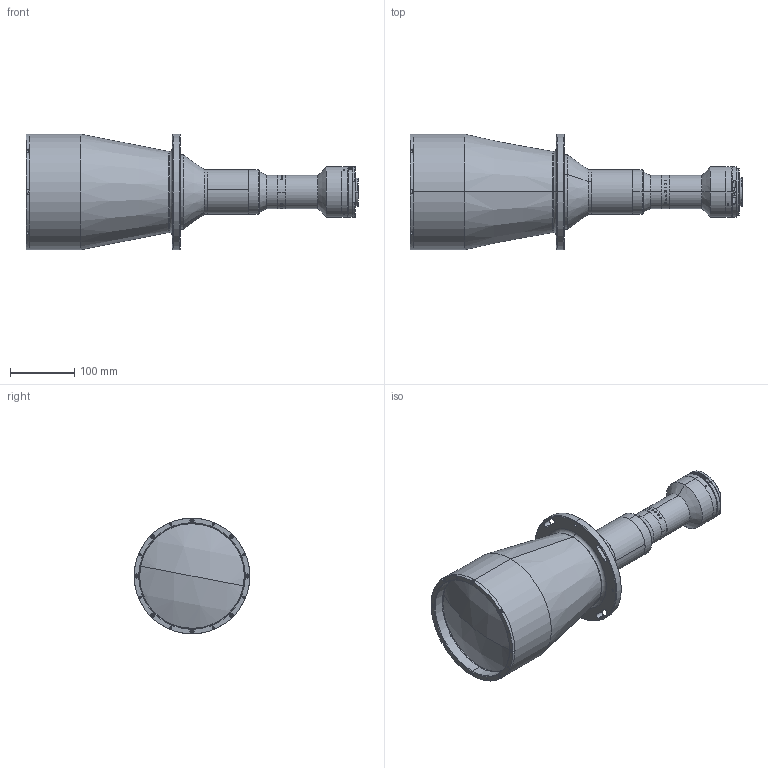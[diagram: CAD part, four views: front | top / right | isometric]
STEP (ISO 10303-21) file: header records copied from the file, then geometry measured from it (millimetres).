
FILE_DESCRIPTION (( 'STEP AP203' ), '1' );
FILE_NAME ('XF-PTL15238-0260-320F-(HD).STEP', '2018-12-24T06:01:18', ( 'lawlynn' ), ( '' ), 'SwSTEP 2.0', 'SolidWorks 2014', '' );
FILE_SCHEMA (( 'CONFIG_CONTROL_DESIGN' ));
Length unit declared in the file: millimetre
Products named in the file (1): XF-PTL15238-0260-320F-(HD)
Bounding box: 516.97 x 180 x 180 mm (x, y, z)
Surface area: 285761.9 mm2 (no closed solid volume)
Topology: 0 solids, 40 shells, 311 faces, 1355 edges, 1076 vertices
Faces by surface type: cylinder 140, plane 101, cone 50, torus 16, sphere 4
Entity records: 19342 total; most frequent: CARTESIAN_POINT 8389, DIRECTION 2257, ORIENTED_EDGE 1960, EDGE_CURVE 1345, VERTEX_POINT 1076, AXIS2_PLACEMENT_3D 864, CIRCLE 552, LINE 529
